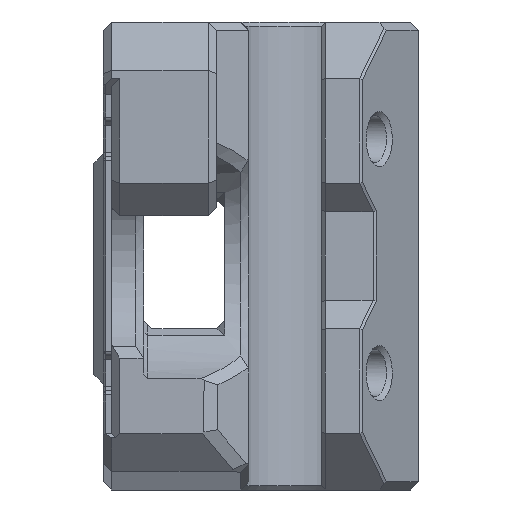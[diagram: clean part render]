
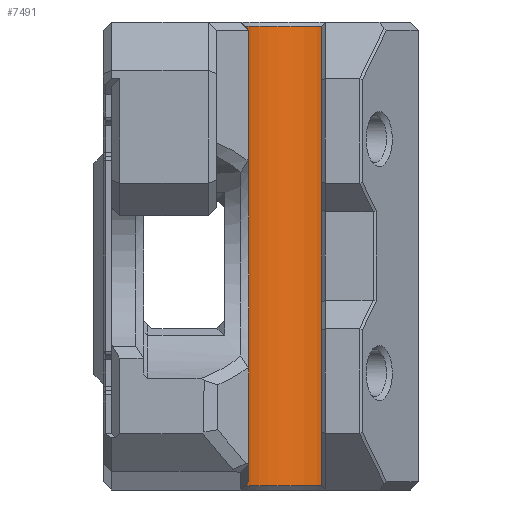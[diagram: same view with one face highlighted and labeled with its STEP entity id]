
A CAD part, left-side view. The second image highlights one B-rep face of the part: STEP entity #7491.
In plain terms, the highlighted cylindrical face has radius 9.5 mm (diameter 19 mm), a partial arc.
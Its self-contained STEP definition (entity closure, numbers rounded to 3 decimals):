
#99=ELLIPSE('',#7697,13.435,9.5);
#106=ELLIPSE('',#7935,13.435,9.5);
#131=CYLINDRICAL_SURFACE('',#7959,9.5);
#480=CIRCLE('',#7693,9.5);
#544=CIRCLE('',#7954,9.5);
#945=FACE_OUTER_BOUND('',#1382,.T.);
#1382=EDGE_LOOP('',(#6764,#6765,#6766,#6767,#6768,#6769));
#2131=LINE('',#14602,#2869);
#2132=LINE('',#14603,#2870);
#2869=VECTOR('',#9594,1000.);
#2870=VECTOR('',#9595,1000.);
#3250=VERTEX_POINT('',#11133);
#3251=VERTEX_POINT('',#11140);
#3253=VERTEX_POINT('',#11146);
#3551=VERTEX_POINT('',#14529);
#3552=VERTEX_POINT('',#14531);
#3553=VERTEX_POINT('',#14535);
#4084=EDGE_CURVE('',#3251,#3250,#480,.T.);
#4087=EDGE_CURVE('',#3251,#3253,#99,.T.);
#4611=EDGE_CURVE('',#3551,#3552,#106,.T.);
#4641=EDGE_CURVE('',#3553,#3552,#544,.T.);
#4646=EDGE_CURVE('',#3553,#3250,#2131,.T.);
#4647=EDGE_CURVE('',#3551,#3253,#2132,.T.);
#6764=ORIENTED_EDGE('',*,*,#4646,.F.);
#6765=ORIENTED_EDGE('',*,*,#4641,.T.);
#6766=ORIENTED_EDGE('',*,*,#4611,.F.);
#6767=ORIENTED_EDGE('',*,*,#4647,.T.);
#6768=ORIENTED_EDGE('',*,*,#4087,.F.);
#6769=ORIENTED_EDGE('',*,*,#4084,.T.);
#7491=ADVANCED_FACE('',(#945),#131,.F.);
#7693=AXIS2_PLACEMENT_3D('',#11141,#8703,#8704);
#7697=AXIS2_PLACEMENT_3D('',#11147,#8711,#8712);
#7935=AXIS2_PLACEMENT_3D('',#14532,#9515,#9516);
#7954=AXIS2_PLACEMENT_3D('',#14592,#9578,#9579);
#7959=AXIS2_PLACEMENT_3D('',#14601,#9592,#9593);
#8703=DIRECTION('center_axis',(0.,0.,
-1.));
#8704=DIRECTION('ref_axis',(0.,1.,0.));
#8711=DIRECTION('center_axis',(0.,0.707,0.707));
#8712=DIRECTION('ref_axis',(0.,0.707,-0.707));
#9515=DIRECTION('center_axis',(0.,0.707,-0.707));
#9516=DIRECTION('ref_axis',(0.,-0.707,-0.707));
#9578=DIRECTION('center_axis',(0.,0.,
1.));
#9579=DIRECTION('ref_axis',(0.,-1.,0.));
#9592=DIRECTION('center_axis',(0.,0.,
-1.));
#9593=DIRECTION('ref_axis',(0.864,-0.503,0.));
#9594=DIRECTION('',(0.,0.,-1.));
#9595=DIRECTION('',(0.,0.,-1.));
#11133=CARTESIAN_POINT('',(-41.228,-335.974,554.381));
#11140=CARTESIAN_POINT('',(-34.783,-326.474,554.381));
#11141=CARTESIAN_POINT('Origin',(-31.741,-335.474,554.381));
#11146=CARTESIAN_POINT('',(-35.984,-326.974,554.881));
#11147=CARTESIAN_POINT('Origin',(-31.741,-335.474,563.381));
#14529=CARTESIAN_POINT('',(-35.984,-326.974,610.881));
#14531=CARTESIAN_POINT('',(-34.783,-326.474,611.381));
#14532=CARTESIAN_POINT('Origin',(-31.741,-335.474,602.381));
#14535=CARTESIAN_POINT('',(-41.228,-335.974,611.381));
#14592=CARTESIAN_POINT('Origin',(-31.741,-335.474,611.381));
#14601=CARTESIAN_POINT('Origin',(-31.741,-335.474,611.881));
#14602=CARTESIAN_POINT('',(-41.228,-335.974,611.881));
#14603=CARTESIAN_POINT('',(-35.984,-326.974,611.881));
